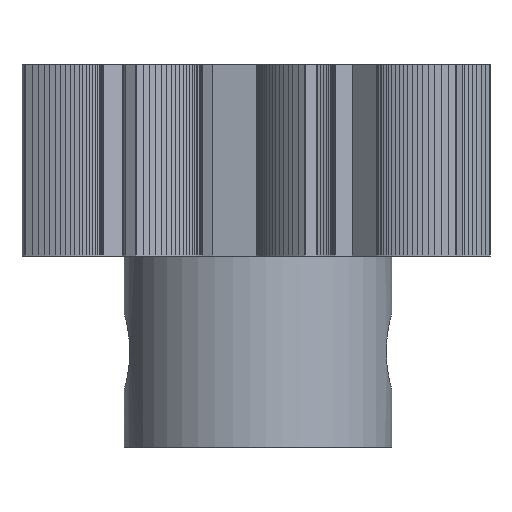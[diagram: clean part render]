
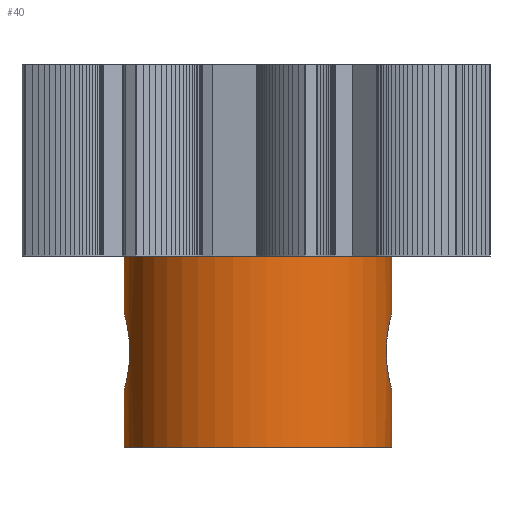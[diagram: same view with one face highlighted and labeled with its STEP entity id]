
A CAD part, left-side view. The second image highlights one B-rep face of the part: STEP entity #40.
In plain terms, the highlighted cylindrical face has radius 7 mm (diameter 14 mm), a partial arc.
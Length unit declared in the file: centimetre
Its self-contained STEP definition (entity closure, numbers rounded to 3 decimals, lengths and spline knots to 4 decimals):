
#40=ADVANCED_FACE('',(#452),#7432,.T.);
#452=FACE_OUTER_BOUND('',#866,.T.);
#866=EDGE_LOOP('',(#1312,#1313,#1314,#1315,#1316,#1317,#1318,#1319,#1320,
#1321));
#1312=ORIENTED_EDGE('',*,*,#3764,.T.);
#1313=ORIENTED_EDGE('',*,*,#3745,.T.);
#1314=ORIENTED_EDGE('',*,*,#3753,.T.);
#1315=ORIENTED_EDGE('',*,*,#3752,.T.);
#1316=ORIENTED_EDGE('',*,*,#3758,.T.);
#1317=ORIENTED_EDGE('',*,*,#3765,.F.);
#1318=ORIENTED_EDGE('',*,*,#3763,.F.);
#1319=ORIENTED_EDGE('',*,*,#3766,.T.);
#1320=ORIENTED_EDGE('',*,*,#3750,.T.);
#1321=ORIENTED_EDGE('',*,*,#3762,.F.);
#3745=EDGE_CURVE('',#6216,#6220,#6205,.T.);
#3750=EDGE_CURVE('',#6222,#6229,#4981,.T.);
#3752=EDGE_CURVE('',#6223,#6221,#4983,.T.);
#3753=EDGE_CURVE('',#6220,#6223,#4984,.T.);
#3758=EDGE_CURVE('',#6221,#6217,#6209,.T.);
#3762=EDGE_CURVE('',#6228,#6229,#6210,.T.);
#3763=EDGE_CURVE('',#6230,#6231,#6211,.T.);
#3764=EDGE_CURVE('',#6228,#6216,#6212,.T.);
#3765=EDGE_CURVE('',#6231,#6217,#6213,.T.);
#3766=EDGE_CURVE('',#6230,#6222,#4992,.T.);
#4981=B_SPLINE_CURVE_WITH_KNOTS('',3,(#8380,#8381,#8382,#8383,#8384,#8385),
 .UNSPECIFIED.,.F.,.F.,(4,2,4),(0.,0.1621,0.3243),
 .UNSPECIFIED.);
#4983=B_SPLINE_CURVE_WITH_KNOTS('',3,(#8392,#8393,#8394,#8395,#8396,#8397),
 .UNSPECIFIED.,.F.,.F.,(4,2,4),(0.,0.1621,0.3243),
 .UNSPECIFIED.);
#4984=B_SPLINE_CURVE_WITH_KNOTS('',3,(#8398,#8399,#8400,#8401,#8402,#8403),
 .UNSPECIFIED.,.F.,.F.,(4,2,4),(0.,0.1622,0.3243),
 .UNSPECIFIED.);
#4992=B_SPLINE_CURVE_WITH_KNOTS('',3,(#8450,#8451,#8452,#8453,#8454,#8455),
 .UNSPECIFIED.,.F.,.F.,(4,2,4),(0.9729,1.1351,1.2972),
 .UNSPECIFIED.);
#6205=(
BOUNDED_CURVE()
B_SPLINE_CURVE(1,(#8361,#8362),.UNSPECIFIED.,.F.,.F.)
B_SPLINE_CURVE_WITH_KNOTS((2,2),(0.,0.3),.UNSPECIFIED.)
CURVE()
GEOMETRIC_REPRESENTATION_ITEM()
RATIONAL_B_SPLINE_CURVE((1.,1.))
REPRESENTATION_ITEM('')
);
#6209=(
BOUNDED_CURVE()
B_SPLINE_CURVE(1,(#8428,#8429),.UNSPECIFIED.,.F.,.F.)
B_SPLINE_CURVE_WITH_KNOTS((2,2),(0.7,1.),.UNSPECIFIED.)
CURVE()
GEOMETRIC_REPRESENTATION_ITEM()
RATIONAL_B_SPLINE_CURVE((1.,1.))
REPRESENTATION_ITEM('')
);
#6210=(
BOUNDED_CURVE()
B_SPLINE_CURVE(1,(#8436,#8437),.UNSPECIFIED.,.F.,.F.)
B_SPLINE_CURVE_WITH_KNOTS((2,2),(0.,0.3),.UNSPECIFIED.)
CURVE()
GEOMETRIC_REPRESENTATION_ITEM()
RATIONAL_B_SPLINE_CURVE((1.,1.))
REPRESENTATION_ITEM('')
);
#6211=(
BOUNDED_CURVE()
B_SPLINE_CURVE(1,(#8438,#8439),.UNSPECIFIED.,.F.,.F.)
B_SPLINE_CURVE_WITH_KNOTS((2,2),(0.7,1.),.UNSPECIFIED.)
CURVE()
GEOMETRIC_REPRESENTATION_ITEM()
RATIONAL_B_SPLINE_CURVE((1.,1.))
REPRESENTATION_ITEM('')
);
#6212=(
BOUNDED_CURVE()
B_SPLINE_CURVE(2,(#8440,#8441,#8442,#8443,#8444),.UNSPECIFIED.,.F.,.F.)
B_SPLINE_CURVE_WITH_KNOTS((3,2,3),(-2.1991,-1.0996,
0.),.UNSPECIFIED.)
CURVE()
GEOMETRIC_REPRESENTATION_ITEM()
RATIONAL_B_SPLINE_CURVE((1.,0.707,1.,0.707,1.))
REPRESENTATION_ITEM('')
);
#6213=(
BOUNDED_CURVE()
B_SPLINE_CURVE(2,(#8445,#8446,#8447,#8448,#8449),.UNSPECIFIED.,.F.,.F.)
B_SPLINE_CURVE_WITH_KNOTS((3,2,3),(-2.1991,-1.0996,
0.),.UNSPECIFIED.)
CURVE()
GEOMETRIC_REPRESENTATION_ITEM()
RATIONAL_B_SPLINE_CURVE((1.,0.707,1.,0.707,1.))
REPRESENTATION_ITEM('')
);
#6216=VERTEX_POINT('',#8332);
#6217=VERTEX_POINT('',#8333);
#6220=VERTEX_POINT('',#8336);
#6221=VERTEX_POINT('',#8337);
#6222=VERTEX_POINT('',#8338);
#6223=VERTEX_POINT('',#8339);
#6228=VERTEX_POINT('',#8344);
#6229=VERTEX_POINT('',#8345);
#6230=VERTEX_POINT('',#8346);
#6231=VERTEX_POINT('',#8347);
#7432=CYLINDRICAL_SURFACE('',#7530,0.7);
#7530=AXIS2_PLACEMENT_3D('',#8328,#7929,$);
#7929=DIRECTION('',(0.,0.,-1.));
#8328=CARTESIAN_POINT('',(50.0064,86.0732,0.514));
#8332=CARTESIAN_POINT('',(50.0064,86.7732,1.014));
#8333=CARTESIAN_POINT('',(50.0064,86.7732,0.014));
#8336=CARTESIAN_POINT('',(50.0064,86.7732,0.714));
#8337=CARTESIAN_POINT('',(50.0064,86.7732,0.314));
#8338=CARTESIAN_POINT('',(49.8064,85.4024,0.514));
#8339=CARTESIAN_POINT('',(49.8064,86.744,0.514));
#8344=CARTESIAN_POINT('',(50.0064,85.3732,1.014));
#8345=CARTESIAN_POINT('',(50.0064,85.3732,0.714));
#8346=CARTESIAN_POINT('',(50.0064,85.3732,0.314));
#8347=CARTESIAN_POINT('',(50.0064,85.3732,0.014));
#8361=CARTESIAN_POINT('',(50.0064,86.7732,1.014));
#8362=CARTESIAN_POINT('',(50.0064,86.7732,0.714));
#8380=CARTESIAN_POINT('',(49.8064,85.4024,0.514));
#8381=CARTESIAN_POINT('',(49.8064,85.4024,0.5675));
#8382=CARTESIAN_POINT('',(49.8277,85.3953,0.6181));
#8383=CARTESIAN_POINT('',(49.9022,85.38,0.6927));
#8384=CARTESIAN_POINT('',(49.9528,85.3732,0.714));
#8385=CARTESIAN_POINT('',(50.0064,85.3732,0.714));
#8392=CARTESIAN_POINT('',(49.8064,86.744,0.514));
#8393=CARTESIAN_POINT('',(49.8064,86.744,0.4605));
#8394=CARTESIAN_POINT('',(49.8277,86.7511,0.4098));
#8395=CARTESIAN_POINT('',(49.9022,86.7665,0.3353));
#8396=CARTESIAN_POINT('',(49.9528,86.7732,0.314));
#8397=CARTESIAN_POINT('',(50.0064,86.7732,0.314));
#8398=CARTESIAN_POINT('',(50.0064,86.7732,0.714));
#8399=CARTESIAN_POINT('',(49.9528,86.7732,0.714));
#8400=CARTESIAN_POINT('',(49.9022,86.7665,0.6927));
#8401=CARTESIAN_POINT('',(49.8277,86.7511,0.6181));
#8402=CARTESIAN_POINT('',(49.8064,86.744,0.5675));
#8403=CARTESIAN_POINT('',(49.8064,86.744,0.514));
#8428=CARTESIAN_POINT('',(50.0064,86.7732,0.314));
#8429=CARTESIAN_POINT('',(50.0064,86.7732,0.014));
#8436=CARTESIAN_POINT('',(50.0064,85.3732,1.014));
#8437=CARTESIAN_POINT('',(50.0064,85.3732,0.714));
#8438=CARTESIAN_POINT('',(50.0064,85.3732,0.314));
#8439=CARTESIAN_POINT('',(50.0064,85.3732,0.014));
#8440=CARTESIAN_POINT('',(50.0064,85.3732,1.014));
#8441=CARTESIAN_POINT('',(49.3064,85.3732,1.014));
#8442=CARTESIAN_POINT('',(49.3064,86.0732,1.014));
#8443=CARTESIAN_POINT('',(49.3064,86.7732,1.014));
#8444=CARTESIAN_POINT('',(50.0064,86.7732,1.014));
#8445=CARTESIAN_POINT('',(50.0064,85.3732,0.014));
#8446=CARTESIAN_POINT('',(49.3064,85.3732,0.014));
#8447=CARTESIAN_POINT('',(49.3064,86.0732,0.014));
#8448=CARTESIAN_POINT('',(49.3064,86.7732,0.014));
#8449=CARTESIAN_POINT('',(50.0064,86.7732,0.014));
#8450=CARTESIAN_POINT('',(50.0064,85.3732,0.314));
#8451=CARTESIAN_POINT('',(49.9528,85.3732,0.314));
#8452=CARTESIAN_POINT('',(49.9022,85.38,0.3353));
#8453=CARTESIAN_POINT('',(49.8277,85.3953,0.4098));
#8454=CARTESIAN_POINT('',(49.8064,85.4024,0.4605));
#8455=CARTESIAN_POINT('',(49.8064,85.4024,0.514));
